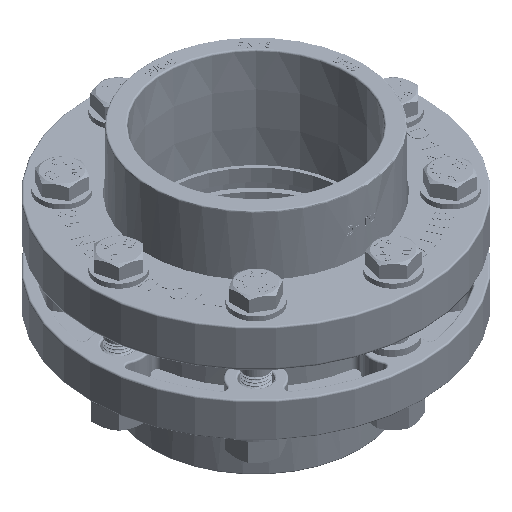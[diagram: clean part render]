
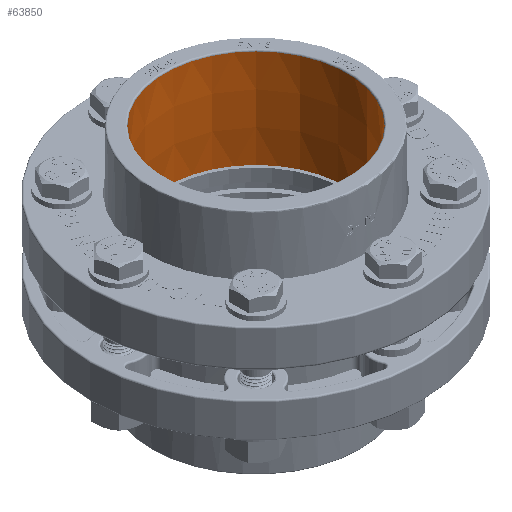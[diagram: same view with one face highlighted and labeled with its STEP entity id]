
A CAD part, isometric view. The second image highlights one B-rep face of the part: STEP entity #63850.
In plain terms, the highlighted conical face has half-angle 0.627 degrees and reference radius 63 mm.
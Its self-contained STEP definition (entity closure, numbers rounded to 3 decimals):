
#428=CONICAL_SURFACE('',#67525,63.,0.011);
#7637=LINE('',#151402,#13508);
#13508=VECTOR('',#80031,63.);
#19743=FACE_OUTER_BOUND('',#23470,.T.);
#23470=EDGE_LOOP('',(#57842,#57843,#57844,#57845));
#24520=CIRCLE('',#67523,62.25);
#24522=CIRCLE('',#67526,62.989);
#30515=VERTEX_POINT('',#151396);
#30517=VERTEX_POINT('',#151401);
#39689=EDGE_CURVE('',#30515,#30515,#24520,.T.);
#39691=EDGE_CURVE('',#30515,#30517,#7637,.T.);
#39692=EDGE_CURVE('',#30517,#30517,#24522,.T.);
#57842=ORIENTED_EDGE('',*,*,#39689,.T.);
#57843=ORIENTED_EDGE('',*,*,#39691,.T.);
#57844=ORIENTED_EDGE('',*,*,#39692,.T.);
#57845=ORIENTED_EDGE('',*,*,#39691,.F.);
#63850=ADVANCED_FACE('',(#19743),#428,.F.);
#67523=AXIS2_PLACEMENT_3D('',#151397,#80025,#80026);
#67525=AXIS2_PLACEMENT_3D('',#151400,#80029,#80030);
#67526=AXIS2_PLACEMENT_3D('',#151403,#80032,#80033);
#80025=DIRECTION('center_axis',(0.,0.,-1.));
#80026=DIRECTION('ref_axis',(-0.707,-0.707,0.));
#80029=DIRECTION('center_axis',(0.,0.,1.));
#80030=DIRECTION('ref_axis',(-0.707,-0.707,0.));
#80031=DIRECTION('',(0.008,0.008,1.));
#80032=DIRECTION('center_axis',(0.,0.,1.));
#80033=DIRECTION('ref_axis',(0.707,0.707,0.));
#151396=CARTESIAN_POINT('',(44.017,44.017,7.7));
#151397=CARTESIAN_POINT('Origin',(0.,0.,7.7));
#151400=CARTESIAN_POINT('Origin',(0.,0.,76.2));
#151401=CARTESIAN_POINT('',(44.54,44.54,75.211));
#151402=CARTESIAN_POINT('',(44.548,44.548,76.2));
#151403=CARTESIAN_POINT('Origin',(0.,0.,75.211));
